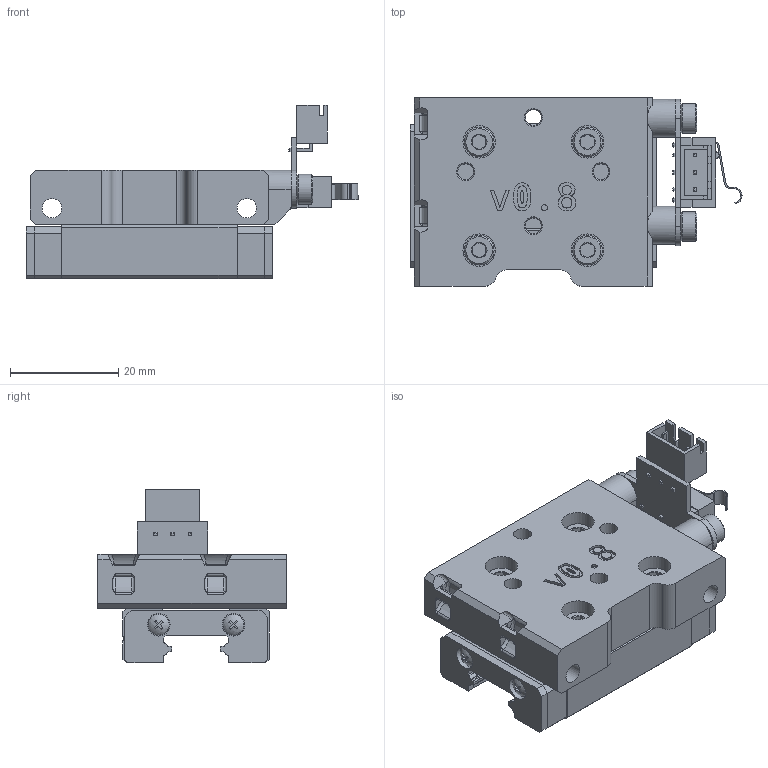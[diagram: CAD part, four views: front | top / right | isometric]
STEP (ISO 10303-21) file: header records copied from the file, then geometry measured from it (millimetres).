
FILE_DESCRIPTION(/* description */ (''),/* implementation_level */ '2;1');
FILE_NAME(/* name */ 'top_left_endstop.step',/* time_stamp */ '2024-02-26T08:00:55-06:00',/* author */ (''),/* organization */ (''),/* preprocessor_version */ 'ST-DEVELOPER v20',/* originating_system */ 'Autodesk Translation Framework v12.20.1.177',/* authorisation */ '');
FILE_SCHEMA (('AUTOMOTIVE_DESIGN { 1 0 10303 214 3 1 1 }'));
Length unit declared in the file: millimetre
Products named in the file (14): top_left_endstop; top_left_endstop_1; Hardware; Left Endstop; Horizontal Limit Switch; Screw, M3 x 6mm, SHCS; Left Common; PN596; Screw, M3 x 8mm, SHCS; Screw, M3 x 8mm, SHCS_1; Screw, M3 x 8mm, SHCS_2; Screw, M3 x 8mm, SHCS_3; 91292A112_18-8 Stainless Steel Socket Head Screw; PN632
Assembly tree (22 placements, depth 5):
  top_left_endstop
    top_left_endstop_1
    Hardware
      Left Endstop
        PN596  x2
        Horizontal Limit Switch
        Screw, M3 x 6mm, SHCS  x2
      Left Common
        PN596  x4
        Screw, M3 x 8mm, SHCS
          91292A112_18-8 Stainless Steel Socket Head Screw
        Screw, M3 x 8mm, SHCS_1
          91292A112_18-8 Stainless Steel Socket Head Screw
        Screw, M3 x 8mm, SHCS_2
          91292A112_18-8 Stainless Steel Socket Head Screw
        Screw, M3 x 8mm, SHCS_3
          91292A112_18-8 Stainless Steel Socket Head Screw
        PN632
Bounding box: 61.33 x 34.8 x 32 mm (x, y, z)
Volume: 24013.1 mm3; surface area: 16086.3 mm2
Topology: 23 solids, 23 shells, 1539 faces, 4089 edges, 2672 vertices
Faces by surface type: bspline 578, plane 505, cylinder 344, cone 88, torus 20, sphere 4
Full cylindrical faces by diameter (mm): 2.5 x4, 2.9 x6, 3 x10, 3.2 x2, 3.3 x10, 3.6 x2, 4.2 x10, 4.25 x6, 4.6 x6, 4.7 x6, 5.5 x6, 6 x4, 6.4 x4
Entity records: 32008 total; most frequent: CARTESIAN_POINT 9374, ORIENTED_EDGE 4784, DIRECTION 4135, EDGE_CURVE 2392, VERTEX_POINT 1551, AXIS2_PLACEMENT_3D 1398, LINE 1339, VECTOR 1339
